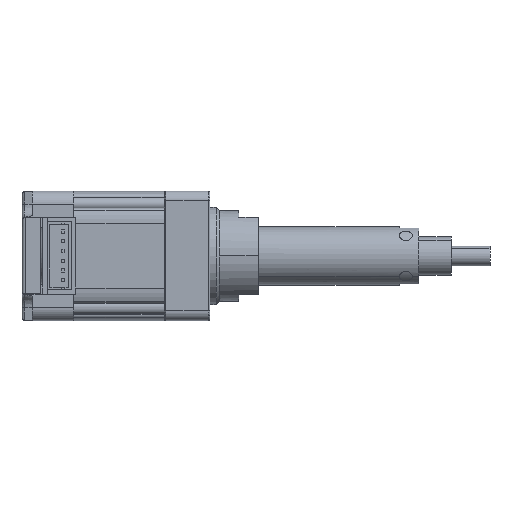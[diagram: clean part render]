
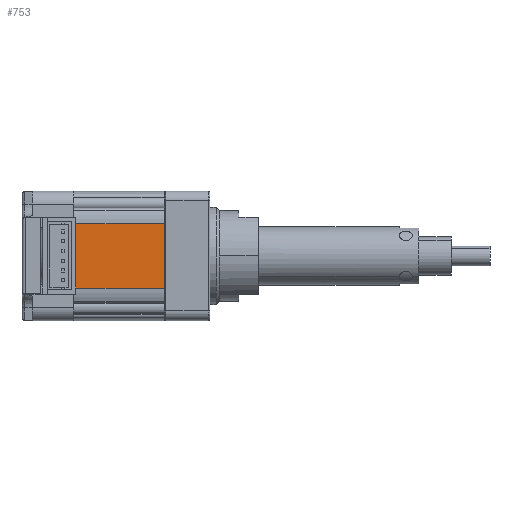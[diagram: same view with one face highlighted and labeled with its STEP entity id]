
A CAD part, top view. The second image highlights one B-rep face of the part: STEP entity #753.
In plain terms, the highlighted planar face has unit normal (0, 0, 1).
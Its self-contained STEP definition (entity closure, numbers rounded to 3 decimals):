
#105 = EDGE_LOOP ( 'NONE', ( #4605, #9355, #7478, #226 ) ) ;
#226 = ORIENTED_EDGE ( 'NONE', *, *, #5114, .T. ) ;
#753 = ADVANCED_FACE ( 'NONE', ( #1740 ), #12686, .T. ) ;
#774 = EDGE_CURVE ( 'NONE', #8575, #6350, #12753, .T. ) ;
#1740 = FACE_OUTER_BOUND ( 'NONE', #105, .T. ) ;
#2073 = DIRECTION ( 'NONE',  ( -1., 0., 0. ) ) ;
#2795 = AXIS2_PLACEMENT_3D ( 'NONE', #12729, #8473, #2073 ) ;
#3346 = VECTOR ( 'NONE', #13268, 1000. ) ;
#3792 = DIRECTION ( 'NONE',  ( 0., 1., 0. ) ) ;
#3927 = VECTOR ( 'NONE', #7658, 1000. ) ;
#4362 = VERTEX_POINT ( 'NONE', #5931 ) ;
#4605 = ORIENTED_EDGE ( 'NONE', *, *, #12708, .F. ) ;
#5114 = EDGE_CURVE ( 'NONE', #6508, #4362, #5605, .T. ) ;
#5605 = LINE ( 'NONE', #13099, #13768 ) ;
#5931 = CARTESIAN_POINT ( 'NONE',  ( 6.9, 5., 10. ) ) ;
#6219 = LINE ( 'NONE', #6850, #3346 ) ;
#6350 = VERTEX_POINT ( 'NONE', #9948 ) ;
#6508 = VERTEX_POINT ( 'NONE', #9213 ) ;
#6588 = CARTESIAN_POINT ( 'NONE',  ( 6.9, -5., 10. ) ) ;
#6850 = CARTESIAN_POINT ( 'NONE',  ( 6.9, 10., 10. ) ) ;
#7478 = ORIENTED_EDGE ( 'NONE', *, *, #12220, .T. ) ;
#7658 = DIRECTION ( 'NONE',  ( 1., 0., 0. ) ) ;
#8473 = DIRECTION ( 'NONE',  ( 0., 0., 1. ) ) ;
#8575 = VERTEX_POINT ( 'NONE', #6588 ) ;
#9213 = CARTESIAN_POINT ( 'NONE',  ( 20.9, 5., 10. ) ) ;
#9355 = ORIENTED_EDGE ( 'NONE', *, *, #774, .T. ) ;
#9588 = CARTESIAN_POINT ( 'NONE',  ( 20.9, -5., 10. ) ) ;
#9948 = CARTESIAN_POINT ( 'NONE',  ( 20.9, -5., 10. ) ) ;
#10159 = CARTESIAN_POINT ( 'NONE',  ( 20.9, 10., 10. ) ) ;
#11700 = VECTOR ( 'NONE', #3792, 1000. ) ;
#12061 = DIRECTION ( 'NONE',  ( -1., 0., 0. ) ) ;
#12220 = EDGE_CURVE ( 'NONE', #6350, #6508, #12382, .T. ) ;
#12382 = LINE ( 'NONE', #10159, #11700 ) ;
#12686 = PLANE ( 'NONE',  #2795 ) ;
#12708 = EDGE_CURVE ( 'NONE', #8575, #4362, #6219, .T. ) ;
#12729 = CARTESIAN_POINT ( 'NONE',  ( 20.9, 10., 10. ) ) ;
#12753 = LINE ( 'NONE', #9588, #3927 ) ;
#13099 = CARTESIAN_POINT ( 'NONE',  ( 20.9, 5., 10. ) ) ;
#13268 = DIRECTION ( 'NONE',  ( 0., 1., 0. ) ) ;
#13768 = VECTOR ( 'NONE', #12061, 1000. ) ;
